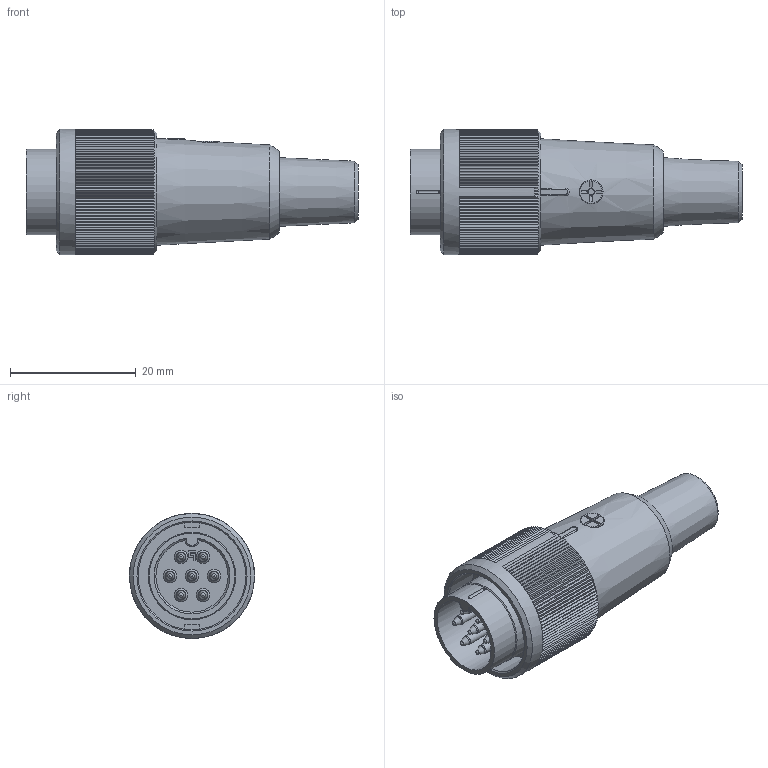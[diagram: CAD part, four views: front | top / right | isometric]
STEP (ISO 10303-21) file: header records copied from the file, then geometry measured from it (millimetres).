
FILE_DESCRIPTION(/* description */ (''),/* implementation_level */ '2;1');
FILE_NAME(/* name */ '99-0621-02-07_001_00.stp',/* time_stamp */ '2014-09-01T14:10:40+02:00',/* author */ (''),/* organization */ (''),/* preprocessor_version */ 'ST-DEVELOPER v14',/* originating_system */ 'SIEMENS PLM Software NX 8.0',/* authorisation */ '');
FILE_SCHEMA (('AUTOMOTIVE_DESIGN { 1 0 10303 214 3 1 1 1 }'));
Length unit declared in the file: millimetre
Products named in the file (1): sach120075BC7k9n
Bounding box: 52.8 x 19.9 x 19.9 mm (x, y, z)
Volume: 9074.8 mm3; surface area: 4524.6 mm2
Topology: 1 solids, 1 shells, 383 faces, 1057 edges, 689 vertices
Faces by surface type: plane 309, cylinder 28, cone 24, bspline 14, torus 4, sphere 4
Full cylindrical faces by diameter (mm): 1 x1, 1.49 x7, 6.5 x1, 13.6 x1, 13.9 x1, 17.1 x1, 19.9 x1
Entity records: 12325 total; most frequent: CARTESIAN_POINT 3378, ORIENTED_EDGE 1960, DIRECTION 1569, EDGE_CURVE 980, VERTEX_POINT 670, LINE 615, VECTOR 615, AXIS2_PLACEMENT_3D 477
